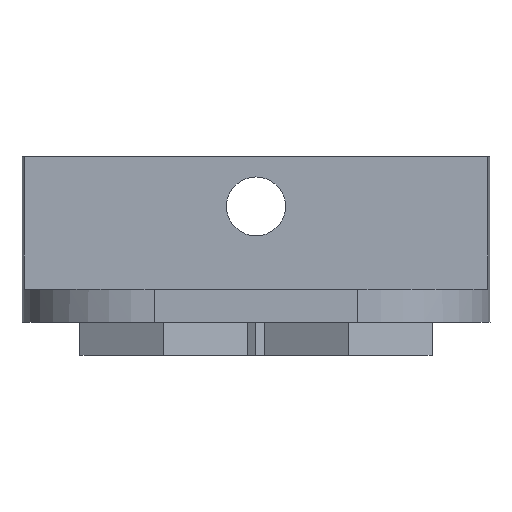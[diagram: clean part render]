
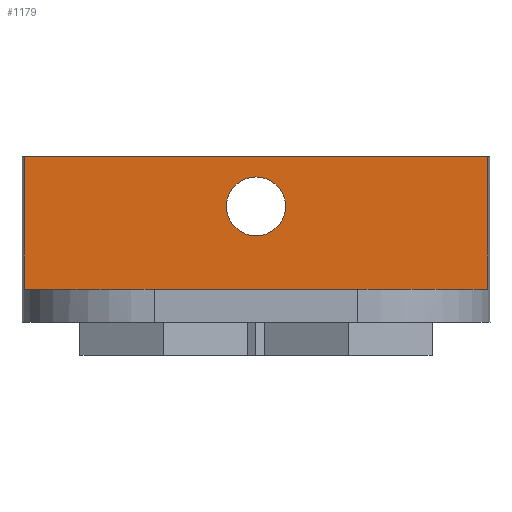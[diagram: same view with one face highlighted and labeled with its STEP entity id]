
A CAD part, left-side view. The second image highlights one B-rep face of the part: STEP entity #1179.
In plain terms, the highlighted planar face has unit normal (-1, 0, 0).
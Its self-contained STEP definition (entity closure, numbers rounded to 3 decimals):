
#719=CARTESIAN_POINT('Vertex',(-3.175,8.897,6.35)) ;
#722=CARTESIAN_POINT('Line Origine',(-3.175,0.,6.35)) ;
#726=CARTESIAN_POINT('Vertex',(-3.175,-8.897,6.35)) ;
#812=CARTESIAN_POINT('Line Origine',(-3.175,-8.897,3.175)) ;
#816=CARTESIAN_POINT('Vertex',(-3.175,-8.897,1.27)) ;
#929=CARTESIAN_POINT('Vertex',(-3.175,8.897,1.27)) ;
#932=CARTESIAN_POINT('Line Origine',(-3.175,8.897,3.175)) ;
#1017=CARTESIAN_POINT('Line Origine',(-3.175,0.,1.27)) ;
#1150=CARTESIAN_POINT('Axis2P3D Location',(-3.175,10.056,6.35)) ;
#1161=CARTESIAN_POINT('Axis2P3D Location',(-3.175,0.,4.445)) ;
#1165=CARTESIAN_POINT('Vertex',(-3.175,-1.13,4.445)) ;
#1167=CARTESIAN_POINT('Vertex',(-3.175,1.13,4.445)) ;
#1170=CARTESIAN_POINT('Axis2P3D Location',(-3.175,0.,4.445)) ;
#724=VECTOR('Line Direction',#723,1.) ;
#814=VECTOR('Line Direction',#813,1.) ;
#934=VECTOR('Line Direction',#933,1.) ;
#1019=VECTOR('Line Direction',#1018,1.) ;
#723=DIRECTION('Vector Direction',(0.,-1.,0.)) ;
#813=DIRECTION('Vector Direction',(0.,0.,1.)) ;
#933=DIRECTION('Vector Direction',(0.,0.,1.)) ;
#1018=DIRECTION('Vector Direction',(0.,-1.,0.)) ;
#1151=DIRECTION('Axis2P3D Direction',(1.,0.,0.)) ;
#1152=DIRECTION('Axis2P3D XDirection',(0.,-1.,0.)) ;
#1162=DIRECTION('Axis2P3D Direction',(1.,0.,0.)) ;
#1171=DIRECTION('Axis2P3D Direction',(1.,0.,0.)) ;
#1153=AXIS2_PLACEMENT_3D('Plane Axis2P3D',#1150,#1151,#1152) ;
#1163=AXIS2_PLACEMENT_3D('Circle Axis2P3D',#1161,#1162,$) ;
#1172=AXIS2_PLACEMENT_3D('Circle Axis2P3D',#1170,#1171,$) ;
#725=LINE('Line',#722,#724) ;
#815=LINE('Line',#812,#814) ;
#935=LINE('Line',#932,#934) ;
#1020=LINE('Line',#1017,#1019) ;
#1164=CIRCLE('generated circle',#1163,1.13) ;
#1173=CIRCLE('generated circle',#1172,1.13) ;
#1154=PLANE('',#1153) ;
#1178=FACE_BOUND('',#1175,.T.) ;
#728=EDGE_CURVE('',#727,#720,#725,.F.) ;
#818=EDGE_CURVE('',#727,#817,#815,.F.) ;
#936=EDGE_CURVE('',#720,#930,#935,.F.) ;
#1021=EDGE_CURVE('',#817,#930,#1020,.F.) ;
#1169=EDGE_CURVE('',#1166,#1168,#1164,.T.) ;
#1174=EDGE_CURVE('',#1168,#1166,#1173,.T.) ;
#1156=ORIENTED_EDGE('',*,*,#1021,.F.) ;
#1157=ORIENTED_EDGE('',*,*,#818,.F.) ;
#1158=ORIENTED_EDGE('',*,*,#728,.T.) ;
#1159=ORIENTED_EDGE('',*,*,#936,.T.) ;
#1176=ORIENTED_EDGE('',*,*,#1169,.T.) ;
#1177=ORIENTED_EDGE('',*,*,#1174,.T.) ;
#1155=EDGE_LOOP('',(#1156,#1157,#1158,#1159)) ;
#1175=EDGE_LOOP('',(#1176,#1177)) ;
#720=VERTEX_POINT('',#719) ;
#727=VERTEX_POINT('',#726) ;
#817=VERTEX_POINT('',#816) ;
#930=VERTEX_POINT('',#929) ;
#1166=VERTEX_POINT('',#1165) ;
#1168=VERTEX_POINT('',#1167) ;
#1179=ADVANCED_FACE('PartBody',(#1160,#1178),#1154,.F.) ;
#1160=FACE_OUTER_BOUND('',#1155,.T.) ;
